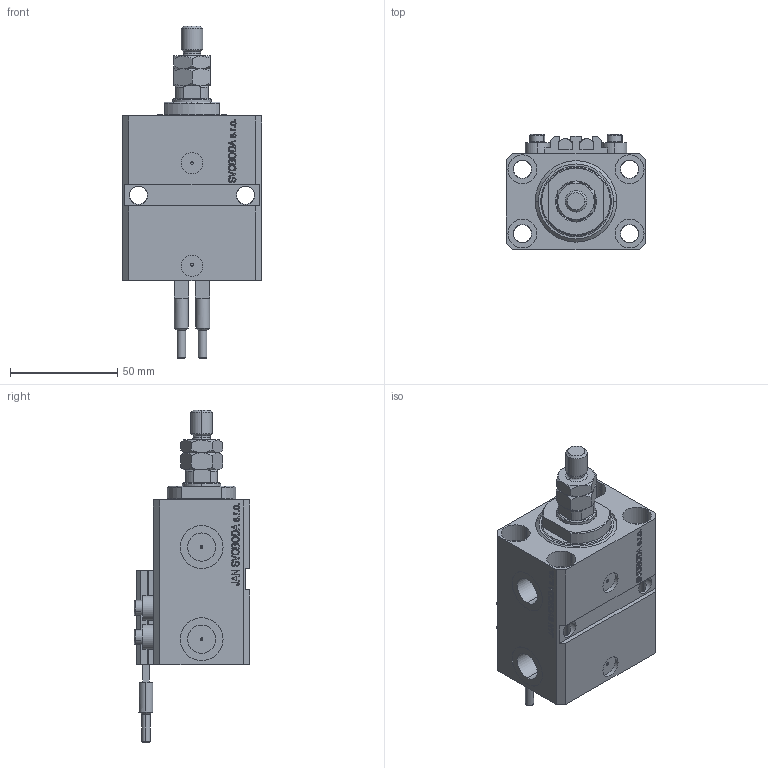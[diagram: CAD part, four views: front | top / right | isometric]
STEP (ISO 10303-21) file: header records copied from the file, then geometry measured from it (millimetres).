
FILE_DESCRIPTION (( 'STEP AP203' ), '1' );
FILE_NAME ('c5b1.STEP', '2024-02-08T12:13:09', ( '' ), ( '' ), 'SwSTEP 2.0', 'SolidWorks 2019', '' );
FILE_SCHEMA (( 'CONFIG_CONTROL_DESIGN' ));
Length unit declared in the file: millimetre
Products named in the file (7): c5b1; V250CE_E_Body b27fc8eecdada3cefa81e4389da88ec4; V250CE_C_VCP b27fc8eecdada3cefa81e4389da88ec4; MTA b27fc8eecdada3cefa81e4389da88ec4; SWITCH_V250CE b27fc8eecdada3cefa81e4389da88ec4; V250CE_VC_E b27fc8eecdada3cefa81e4389da88ec4; ALLEN BOLT V250CE b27fc8eecdada3cefa81e4389da88ec4
Assembly tree (10 placements, depth 2):
  c5b1
    V250CE_E_Body b27fc8eecdada3cefa81e4389da88ec4
    ALLEN BOLT V250CE b27fc8eecdada3cefa81e4389da88ec4  x4
    V250CE_C_VCP b27fc8eecdada3cefa81e4389da88ec4
    V250CE_VC_E b27fc8eecdada3cefa81e4389da88ec4
    MTA b27fc8eecdada3cefa81e4389da88ec4
    SWITCH_V250CE b27fc8eecdada3cefa81e4389da88ec4  x2
Bounding box: 65 x 54 x 155 mm (x, y, z)
Volume: 207834 mm3; surface area: 63673.5 mm2
Topology: 11 solids, 11 shells, 1168 faces, 2877 edges, 1846 vertices
Faces by surface type: plane 558, bspline 360, cylinder 142, cone 88, torus 20
Entity records: 49559 total; most frequent: CARTESIAN_POINT 25658, ORIENTED_EDGE 5336, DIRECTION 3570, EDGE_CURVE 2668, VERTEX_POINT 1732, VECTOR 1570, LINE 1570, EDGE_LOOP 1202
